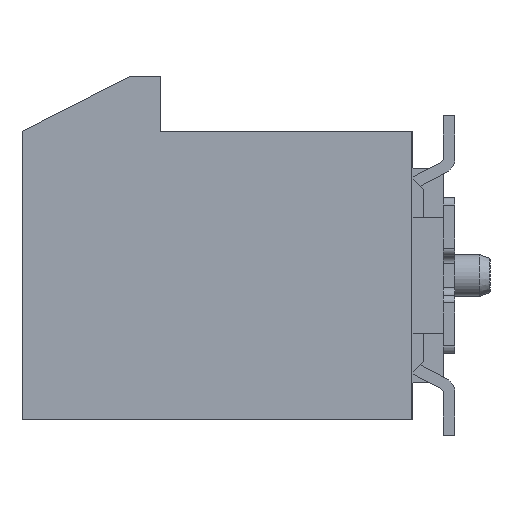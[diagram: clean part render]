
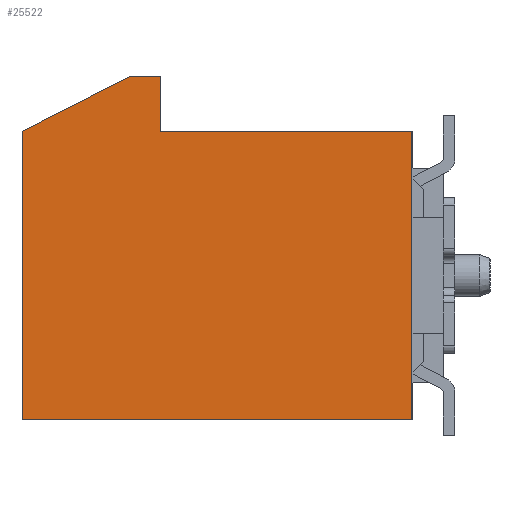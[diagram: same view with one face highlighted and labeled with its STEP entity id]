
A CAD part, left-side view. The second image highlights one B-rep face of the part: STEP entity #25522.
In plain terms, the highlighted planar face has unit normal (-1, 0, 0).
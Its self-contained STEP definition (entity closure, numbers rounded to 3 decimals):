
#283 = ORIENTED_EDGE ( 'NONE', *, *, #660, .T. ) ;
#660 = EDGE_CURVE ( 'NONE', #1485, #30820, #31362, .T. ) ;
#926 = CARTESIAN_POINT ( 'NONE',  ( -14.65, 7.55, 3.7 ) ) ;
#937 = DIRECTION ( 'NONE',  ( 0., -1., 0. ) ) ;
#1240 = ORIENTED_EDGE ( 'NONE', *, *, #32943, .F. ) ;
#1463 = VERTEX_POINT ( 'NONE', #13474 ) ;
#1485 = VERTEX_POINT ( 'NONE', #24305 ) ;
#2609 = ORIENTED_EDGE ( 'NONE', *, *, #14376, .T. ) ;
#2617 = LINE ( 'NONE', #26415, #17247 ) ;
#3040 = CARTESIAN_POINT ( 'NONE',  ( -14.65, 78.687, -3.7 ) ) ;
#3079 = VERTEX_POINT ( 'NONE', #19785 ) ;
#5079 = CARTESIAN_POINT ( 'NONE',  ( -14.65, 8.35, 5.1 ) ) ;
#5885 = AXIS2_PLACEMENT_3D ( 'NONE', #3040, #29584, #27105 ) ;
#6541 = CARTESIAN_POINT ( 'NONE',  ( -14.65, 1.1, -3.7 ) ) ;
#7071 = LINE ( 'NONE', #20545, #25814 ) ;
#7617 = ORIENTED_EDGE ( 'NONE', *, *, #10894, .T. ) ;
#10369 = DIRECTION ( 'NONE',  ( 0., 0.891, -0.454 ) ) ;
#10894 = EDGE_CURVE ( 'NONE', #28834, #1463, #7071, .T. ) ;
#11201 = CARTESIAN_POINT ( 'NONE',  ( -14.65, 11.1, 3.7 ) ) ;
#11246 = DIRECTION ( 'NONE',  ( 0., 1., 0. ) ) ;
#11439 = VECTOR ( 'NONE', #14075, 1000. ) ;
#13474 = CARTESIAN_POINT ( 'NONE',  ( -14.65, 7.55, 5.1 ) ) ;
#13987 = EDGE_LOOP ( 'NONE', ( #1240, #31407, #283, #29511, #7617, #2609, #16183 ) ) ;
#14075 = DIRECTION ( 'NONE',  ( 0., -1., 0. ) ) ;
#14376 = EDGE_CURVE ( 'NONE', #1463, #19890, #23468, .T. ) ;
#14623 = VECTOR ( 'NONE', #937, 1000. ) ;
#15546 = VECTOR ( 'NONE', #11246, 1000. ) ;
#15639 = LINE ( 'NONE', #30009, #11439 ) ;
#15935 = EDGE_CURVE ( 'NONE', #19890, #20655, #26008, .T. ) ;
#16183 = ORIENTED_EDGE ( 'NONE', *, *, #15935, .T. ) ;
#17247 = VECTOR ( 'NONE', #29073, 1000. ) ;
#17250 = CARTESIAN_POINT ( 'NONE',  ( -14.65, 78.687, 3.7 ) ) ;
#17669 = EDGE_CURVE ( 'NONE', #28834, #30820, #32933, .T. ) ;
#19628 = DIRECTION ( 'NONE',  ( 0., 0., 1. ) ) ;
#19785 = CARTESIAN_POINT ( 'NONE',  ( -14.65, 11.1, -3.7 ) ) ;
#19890 = VERTEX_POINT ( 'NONE', #5079 ) ;
#20545 = CARTESIAN_POINT ( 'NONE',  ( -14.65, 7.55, 5.1 ) ) ;
#20655 = VERTEX_POINT ( 'NONE', #11201 ) ;
#23272 = FACE_OUTER_BOUND ( 'NONE', #13987, .T. ) ;
#23468 = LINE ( 'NONE', #27622, #15546 ) ;
#23569 = DIRECTION ( 'NONE',  ( 0., 0., 1. ) ) ;
#24305 = CARTESIAN_POINT ( 'NONE',  ( -14.65, 1.1, -3.7 ) ) ;
#25522 = ADVANCED_FACE ( 'NONE', ( #23272 ), #26878, .F. ) ;
#25814 = VECTOR ( 'NONE', #23569, 1000. ) ;
#26008 = LINE ( 'NONE', #26445, #27247 ) ;
#26415 = CARTESIAN_POINT ( 'NONE',  ( -14.65, 11.1, -3.7 ) ) ;
#26445 = CARTESIAN_POINT ( 'NONE',  ( -14.65, 11.1, 3.7 ) ) ;
#26878 = PLANE ( 'NONE',  #5885 ) ;
#27006 = EDGE_CURVE ( 'NONE', #3079, #1485, #15639, .T. ) ;
#27105 = DIRECTION ( 'NONE',  ( 0., 0., -1. ) ) ;
#27247 = VECTOR ( 'NONE', #10369, 1000. ) ;
#27622 = CARTESIAN_POINT ( 'NONE',  ( -14.65, 8.35, 5.1 ) ) ;
#28428 = VECTOR ( 'NONE', #19628, 1000. ) ;
#28834 = VERTEX_POINT ( 'NONE', #926 ) ;
#29073 = DIRECTION ( 'NONE',  ( 0., 0., 1. ) ) ;
#29511 = ORIENTED_EDGE ( 'NONE', *, *, #17669, .F. ) ;
#29584 = DIRECTION ( 'NONE',  ( 1., 0., 0. ) ) ;
#30009 = CARTESIAN_POINT ( 'NONE',  ( -14.65, 78.687, -3.7 ) ) ;
#30731 = CARTESIAN_POINT ( 'NONE',  ( -14.65, 1.1, 3.7 ) ) ;
#30820 = VERTEX_POINT ( 'NONE', #30731 ) ;
#31362 = LINE ( 'NONE', #6541, #28428 ) ;
#31407 = ORIENTED_EDGE ( 'NONE', *, *, #27006, .T. ) ;
#32933 = LINE ( 'NONE', #17250, #14623 ) ;
#32943 = EDGE_CURVE ( 'NONE', #3079, #20655, #2617, .T. ) ;
